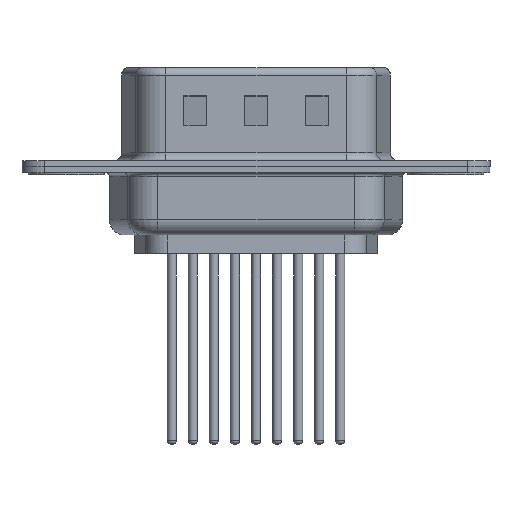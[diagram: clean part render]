
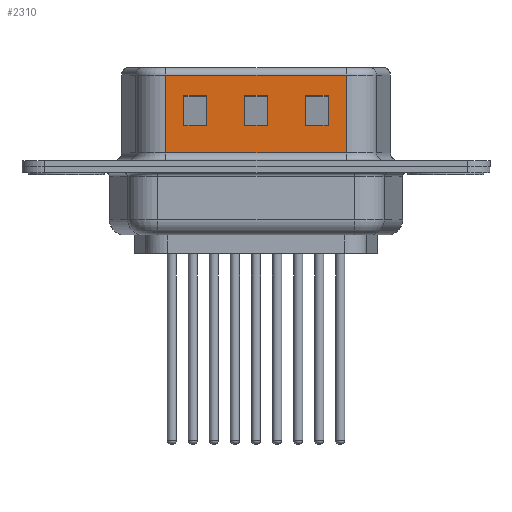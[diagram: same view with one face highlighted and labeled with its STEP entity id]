
A CAD part, front view. The second image highlights one B-rep face of the part: STEP entity #2310.
In plain terms, the highlighted planar face has unit normal (0, -1, 0).
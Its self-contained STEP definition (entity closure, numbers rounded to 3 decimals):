
#182 = DIRECTION ( 'NONE',  ( 0., 0., -1. ) ) ;
#272 = DIRECTION ( 'NONE',  ( 1., 0., 0. ) ) ;
#287 = CARTESIAN_POINT ( 'NONE',  ( 18.451, -4.55, 6.02 ) ) ;
#394 = ORIENTED_EDGE ( 'NONE', *, *, #9758, .F. ) ;
#448 = VECTOR ( 'NONE', #10389, 1000. ) ;
#534 = ORIENTED_EDGE ( 'NONE', *, *, #9238, .T. ) ;
#572 = LINE ( 'NONE', #2624, #3905 ) ;
#664 = VERTEX_POINT ( 'NONE', #8977 ) ;
#668 = CARTESIAN_POINT ( 'NONE',  ( 15.75, -4.55, 6.52 ) ) ;
#737 = CARTESIAN_POINT ( 'NONE',  ( 6.549, -4.55, 6.52 ) ) ;
#919 = ORIENTED_EDGE ( 'NONE', *, *, #5070, .T. ) ;
#952 = LINE ( 'NONE', #7441, #3828 ) ;
#999 = PLANE ( 'NONE',  #8613 ) ;
#1096 = VECTOR ( 'NONE', #7113, 1000. ) ;
#1205 = VERTEX_POINT ( 'NONE', #7405 ) ;
#1478 = CARTESIAN_POINT ( 'NONE',  ( 13.25, -4.55, 4.705 ) ) ;
#1496 = ORIENTED_EDGE ( 'NONE', *, *, #8641, .T. ) ;
#1661 = ORIENTED_EDGE ( 'NONE', *, *, #4226, .T. ) ;
#1789 = VECTOR ( 'NONE', #11738, 1000. ) ;
#1931 = DIRECTION ( 'NONE',  ( 0., 0., -1. ) ) ;
#1942 = VECTOR ( 'NONE', #1931, 1000. ) ;
#2023 = EDGE_CURVE ( 'NONE', #4155, #6582, #3373, .T. ) ;
#2055 = DIRECTION ( 'NONE',  ( 0., 0., 1. ) ) ;
#2094 = CARTESIAN_POINT ( 'NONE',  ( 11.75, -4.55, 6.52 ) ) ;
#2247 = EDGE_CURVE ( 'NONE', #1205, #12274, #4919, .T. ) ;
#2310 = ADVANCED_FACE ( 'NONE', ( #8724, #12275, #2808, #3745 ), #999, .F. ) ;
#2431 = ORIENTED_EDGE ( 'NONE', *, *, #10309, .T. ) ;
#2542 = VECTOR ( 'NONE', #6444, 1000. ) ;
#2624 = CARTESIAN_POINT ( 'NONE',  ( 13.25, -4.55, 6.52 ) ) ;
#2742 = ORIENTED_EDGE ( 'NONE', *, *, #4657, .T. ) ;
#2808 = FACE_BOUND ( 'NONE', #5860, .T. ) ;
#2820 = ORIENTED_EDGE ( 'NONE', *, *, #9931, .T. ) ;
#2915 = CARTESIAN_POINT ( 'NONE',  ( 18.451, -4.55, 6.52 ) ) ;
#3033 = CARTESIAN_POINT ( 'NONE',  ( 6.549, -4.55, 0.9 ) ) ;
#3221 = ORIENTED_EDGE ( 'NONE', *, *, #11741, .T. ) ;
#3330 = CARTESIAN_POINT ( 'NONE',  ( 18.451, -4.55, 4.705 ) ) ;
#3373 = LINE ( 'NONE', #7188, #2542 ) ;
#3377 = VERTEX_POINT ( 'NONE', #8308 ) ;
#3665 = LINE ( 'NONE', #737, #4288 ) ;
#3745 = FACE_OUTER_BOUND ( 'NONE', #8545, .T. ) ;
#3828 = VECTOR ( 'NONE', #9424, 1000. ) ;
#3905 = VECTOR ( 'NONE', #5253, 1000. ) ;
#3928 = LINE ( 'NONE', #6994, #6688 ) ;
#3944 = LINE ( 'NONE', #4709, #4541 ) ;
#3964 = CARTESIAN_POINT ( 'NONE',  ( 18.451, -4.55, 6.02 ) ) ;
#3981 = DIRECTION ( 'NONE',  ( -1., 0., 0. ) ) ;
#3984 = ORIENTED_EDGE ( 'NONE', *, *, #10550, .T. ) ;
#4008 = CARTESIAN_POINT ( 'NONE',  ( 17.25, -4.55, 2.705 ) ) ;
#4051 = VECTOR ( 'NONE', #9612, 1000. ) ;
#4102 = CARTESIAN_POINT ( 'NONE',  ( 7.75, -4.55, 4.705 ) ) ;
#4155 = VERTEX_POINT ( 'NONE', #4102 ) ;
#4226 = EDGE_CURVE ( 'NONE', #6215, #7438, #11066, .T. ) ;
#4236 = VERTEX_POINT ( 'NONE', #9142 ) ;
#4288 = VECTOR ( 'NONE', #12196, 1000. ) ;
#4541 = VECTOR ( 'NONE', #5647, 1000. ) ;
#4604 = LINE ( 'NONE', #2915, #1942 ) ;
#4617 = VECTOR ( 'NONE', #3981, 1000. ) ;
#4657 = EDGE_CURVE ( 'NONE', #664, #5648, #952, .T. ) ;
#4709 = CARTESIAN_POINT ( 'NONE',  ( 18.451, -4.55, 0.9 ) ) ;
#4919 = LINE ( 'NONE', #8604, #4617 ) ;
#4965 = LINE ( 'NONE', #287, #7325 ) ;
#5070 = EDGE_CURVE ( 'NONE', #4236, #3377, #8418, .T. ) ;
#5253 = DIRECTION ( 'NONE',  ( 0., 0., -1. ) ) ;
#5289 = DIRECTION ( 'NONE',  ( 0., 0., 1. ) ) ;
#5464 = ORIENTED_EDGE ( 'NONE', *, *, #2023, .T. ) ;
#5504 = VECTOR ( 'NONE', #272, 1000. ) ;
#5599 = EDGE_CURVE ( 'NONE', #5648, #6215, #9443, .T. ) ;
#5647 = DIRECTION ( 'NONE',  ( 1., 0., 0. ) ) ;
#5648 = VERTEX_POINT ( 'NONE', #4008 ) ;
#5860 = EDGE_LOOP ( 'NONE', ( #1496, #534, #12122, #3221 ) ) ;
#6215 = VERTEX_POINT ( 'NONE', #9782 ) ;
#6303 = CARTESIAN_POINT ( 'NONE',  ( 22.451, -4.55, 4.705 ) ) ;
#6444 = DIRECTION ( 'NONE',  ( 1., 0., 0. ) ) ;
#6582 = VERTEX_POINT ( 'NONE', #11517 ) ;
#6597 = CARTESIAN_POINT ( 'NONE',  ( 22.451, -4.55, 2.705 ) ) ;
#6616 = CARTESIAN_POINT ( 'NONE',  ( 11.75, -4.55, 4.705 ) ) ;
#6688 = VECTOR ( 'NONE', #182, 1000. ) ;
#6744 = EDGE_CURVE ( 'NONE', #7438, #664, #8164, .T. ) ;
#6798 = EDGE_CURVE ( 'NONE', #7828, #11403, #3665, .T. ) ;
#6844 = LINE ( 'NONE', #2094, #1789 ) ;
#6994 = CARTESIAN_POINT ( 'NONE',  ( 9.25, -4.55, 6.52 ) ) ;
#7037 = VERTEX_POINT ( 'NONE', #3964 ) ;
#7113 = DIRECTION ( 'NONE',  ( 1., 0., 0. ) ) ;
#7188 = CARTESIAN_POINT ( 'NONE',  ( 14.451, -4.55, 4.705 ) ) ;
#7303 = EDGE_LOOP ( 'NONE', ( #9252, #919, #3984, #5464 ) ) ;
#7325 = VECTOR ( 'NONE', #7730, 1000. ) ;
#7405 = CARTESIAN_POINT ( 'NONE',  ( 13.25, -4.55, 2.705 ) ) ;
#7438 = VERTEX_POINT ( 'NONE', #8056 ) ;
#7441 = CARTESIAN_POINT ( 'NONE',  ( 17.25, -4.55, 6.52 ) ) ;
#7556 = CARTESIAN_POINT ( 'NONE',  ( 18.451, -4.55, 6.52 ) ) ;
#7620 = DIRECTION ( 'NONE',  ( 0., 1., 0. ) ) ;
#7730 = DIRECTION ( 'NONE',  ( -1., 0., 0. ) ) ;
#7828 = VERTEX_POINT ( 'NONE', #9590 ) ;
#7831 = EDGE_CURVE ( 'NONE', #6582, #4236, #3928, .T. ) ;
#8056 = CARTESIAN_POINT ( 'NONE',  ( 15.75, -4.55, 4.705 ) ) ;
#8164 = LINE ( 'NONE', #6303, #1096 ) ;
#8207 = VECTOR ( 'NONE', #5289, 1000. ) ;
#8308 = CARTESIAN_POINT ( 'NONE',  ( 7.75, -4.55, 2.705 ) ) ;
#8418 = LINE ( 'NONE', #12207, #448 ) ;
#8428 = DIRECTION ( 'NONE',  ( 0., 0., 1. ) ) ;
#8466 = VERTEX_POINT ( 'NONE', #1478 ) ;
#8545 = EDGE_LOOP ( 'NONE', ( #394, #2820, #10021, #2431 ) ) ;
#8604 = CARTESIAN_POINT ( 'NONE',  ( 18.451, -4.55, 2.705 ) ) ;
#8613 = AXIS2_PLACEMENT_3D ( 'NONE', #7556, #7620, #2055 ) ;
#8641 = EDGE_CURVE ( 'NONE', #9841, #8466, #9924, .T. ) ;
#8724 = FACE_BOUND ( 'NONE', #7303, .T. ) ;
#8977 = CARTESIAN_POINT ( 'NONE',  ( 17.25, -4.55, 4.705 ) ) ;
#9048 = LINE ( 'NONE', #10276, #11488 ) ;
#9142 = CARTESIAN_POINT ( 'NONE',  ( 9.25, -4.55, 2.705 ) ) ;
#9238 = EDGE_CURVE ( 'NONE', #8466, #1205, #572, .T. ) ;
#9252 = ORIENTED_EDGE ( 'NONE', *, *, #7831, .T. ) ;
#9424 = DIRECTION ( 'NONE',  ( 0., 0., -1. ) ) ;
#9443 = LINE ( 'NONE', #6597, #4051 ) ;
#9590 = CARTESIAN_POINT ( 'NONE',  ( 6.549, -4.55, 6.02 ) ) ;
#9612 = DIRECTION ( 'NONE',  ( -1., 0., 0. ) ) ;
#9758 = EDGE_CURVE ( 'NONE', #7037, #11945, #4604, .T. ) ;
#9782 = CARTESIAN_POINT ( 'NONE',  ( 15.75, -4.55, 2.705 ) ) ;
#9841 = VERTEX_POINT ( 'NONE', #6616 ) ;
#9924 = LINE ( 'NONE', #3330, #5504 ) ;
#9931 = EDGE_CURVE ( 'NONE', #7037, #7828, #4965, .T. ) ;
#10021 = ORIENTED_EDGE ( 'NONE', *, *, #6798, .T. ) ;
#10276 = CARTESIAN_POINT ( 'NONE',  ( 7.75, -4.55, 6.52 ) ) ;
#10309 = EDGE_CURVE ( 'NONE', #11403, #11945, #3944, .T. ) ;
#10389 = DIRECTION ( 'NONE',  ( -1., 0., 0. ) ) ;
#10550 = EDGE_CURVE ( 'NONE', #3377, #4155, #9048, .T. ) ;
#10828 = CARTESIAN_POINT ( 'NONE',  ( 11.75, -4.55, 2.705 ) ) ;
#11066 = LINE ( 'NONE', #668, #8207 ) ;
#11403 = VERTEX_POINT ( 'NONE', #3033 ) ;
#11453 = EDGE_LOOP ( 'NONE', ( #2742, #11805, #1661, #12315 ) ) ;
#11488 = VECTOR ( 'NONE', #8428, 1000. ) ;
#11517 = CARTESIAN_POINT ( 'NONE',  ( 9.25, -4.55, 4.705 ) ) ;
#11738 = DIRECTION ( 'NONE',  ( 0., 0., 1. ) ) ;
#11741 = EDGE_CURVE ( 'NONE', #12274, #9841, #6844, .T. ) ;
#11805 = ORIENTED_EDGE ( 'NONE', *, *, #5599, .T. ) ;
#11865 = CARTESIAN_POINT ( 'NONE',  ( 18.451, -4.55, 0.9 ) ) ;
#11945 = VERTEX_POINT ( 'NONE', #11865 ) ;
#12122 = ORIENTED_EDGE ( 'NONE', *, *, #2247, .T. ) ;
#12196 = DIRECTION ( 'NONE',  ( 0., 0., -1. ) ) ;
#12207 = CARTESIAN_POINT ( 'NONE',  ( 14.451, -4.55, 2.705 ) ) ;
#12274 = VERTEX_POINT ( 'NONE', #10828 ) ;
#12275 = FACE_BOUND ( 'NONE', #11453, .T. ) ;
#12315 = ORIENTED_EDGE ( 'NONE', *, *, #6744, .T. ) ;
